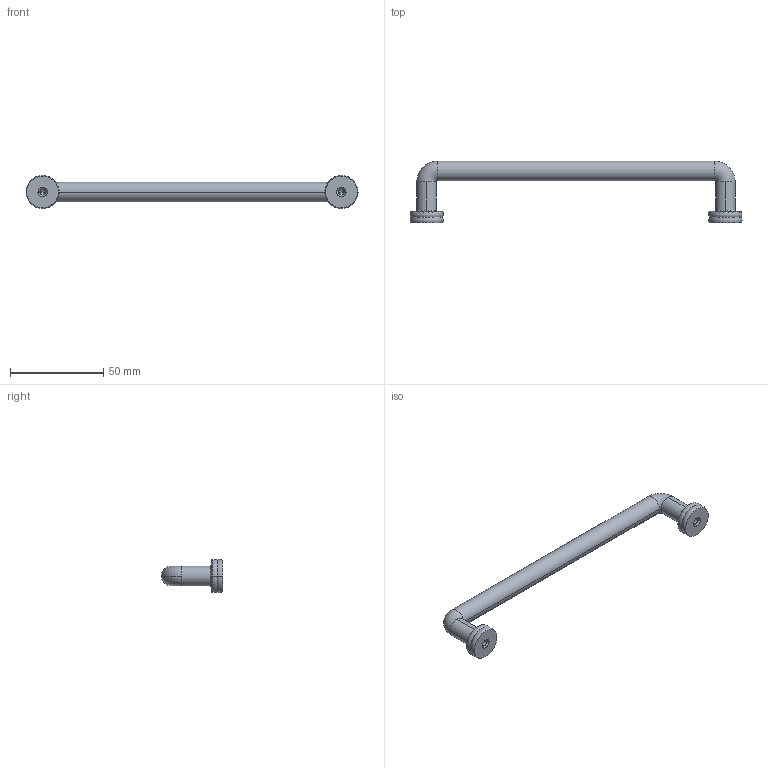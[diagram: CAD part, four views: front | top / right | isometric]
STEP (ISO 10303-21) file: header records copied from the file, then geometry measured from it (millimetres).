
FILE_DESCRIPTION(('Creo Elements/Direct Modeling STEP Export'),'2;1');
FILE_NAME('2616-178.stp','2023-07-17T10:39:45',(''),(''),'Creo Elements/Direct Modeling STEP processor for AP214 (Solid Model)','Creo Elements/Direct Modeling 20.0 12-Nov-2016 (C) Parametric Technology GmbH','');
FILE_SCHEMA(('AUTOMOTIVE_DESIGN { 1 0 10303 214 1 1 1 1 }'));
Length unit declared in the file: millimetre
Products named in the file (1): ZN-12023
Bounding box: 177.8 x 33 x 17.8 mm (x, y, z)
Volume: 19900.8 mm3; surface area: 8201.7 mm2
Topology: 1 solids, 1 shells, 52 faces, 125 edges, 77 vertices
Faces by surface type: torus 24, cylinder 14, cone 8, plane 4, sphere 2
Entity records: 1355 total; most frequent: ORIENTED_EDGE 242, DIRECTION 232, CARTESIAN_POINT 204, EDGE_CURVE 121, AXIS2_PLACEMENT_3D 105, VERTEX_POINT 77, EDGE_LOOP 58, CIRCLE 52
